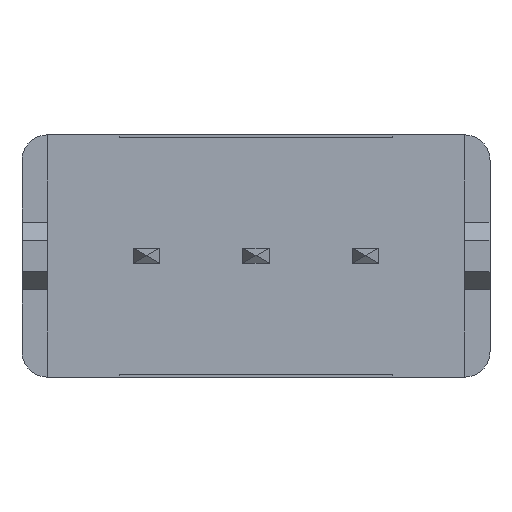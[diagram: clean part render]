
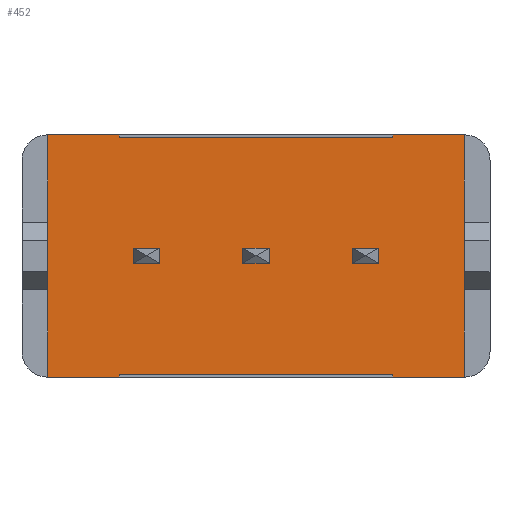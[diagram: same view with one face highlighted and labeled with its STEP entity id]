
A CAD part, front view. The second image highlights one B-rep face of the part: STEP entity #452.
In plain terms, the highlighted planar face has unit normal (0, -1, 0).
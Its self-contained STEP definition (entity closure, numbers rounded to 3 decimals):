
#417 = VERTEX_POINT('',#418);
#418 = CARTESIAN_POINT('',(2.515,-3.429,-4.846));
#426 = EDGE_CURVE('',#427,#417,#429,.T.);
#427 = VERTEX_POINT('',#428);
#428 = CARTESIAN_POINT('',(-2.515,-3.429,-4.846));
#429 = LINE('',#430,#431);
#430 = CARTESIAN_POINT('',(-2.515,-3.429,-4.846));
#431 = VECTOR('',#432,1.);
#432 = DIRECTION('',(1.,0.,0.));
#452 = ADVANCED_FACE('',(#453),#542,.F.);
#453 = FACE_BOUND('',#454,.F.);
#454 = EDGE_LOOP('',(#455,#465,#473,#481,#489,#497,#505,#513,#519,#520,
    #528,#536));
#455 = ORIENTED_EDGE('',*,*,#456,.T.);
#456 = EDGE_CURVE('',#457,#459,#461,.T.);
#457 = VERTEX_POINT('',#458);
#458 = CARTESIAN_POINT('',(-3.835,-3.429,-0.437));
#459 = VERTEX_POINT('',#460);
#460 = CARTESIAN_POINT('',(-2.515,-3.429,-0.437));
#461 = LINE('',#462,#463);
#462 = CARTESIAN_POINT('',(-4.305,-3.429,-0.437));
#463 = VECTOR('',#464,1.);
#464 = DIRECTION('',(1.,0.,0.));
#465 = ORIENTED_EDGE('',*,*,#466,.T.);
#466 = EDGE_CURVE('',#459,#467,#469,.T.);
#467 = VERTEX_POINT('',#468);
#468 = CARTESIAN_POINT('',(-2.515,-3.429,-0.488));
#469 = LINE('',#470,#471);
#470 = CARTESIAN_POINT('',(-2.515,-3.429,-0.488));
#471 = VECTOR('',#472,1.);
#472 = DIRECTION('',(0.,0.,-1.));
#473 = ORIENTED_EDGE('',*,*,#474,.T.);
#474 = EDGE_CURVE('',#467,#475,#477,.T.);
#475 = VERTEX_POINT('',#476);
#476 = CARTESIAN_POINT('',(2.515,-3.429,-0.488));
#477 = LINE('',#478,#479);
#478 = CARTESIAN_POINT('',(-2.515,-3.429,-0.488));
#479 = VECTOR('',#480,1.);
#480 = DIRECTION('',(1.,0.,0.));
#481 = ORIENTED_EDGE('',*,*,#482,.T.);
#482 = EDGE_CURVE('',#475,#483,#485,.T.);
#483 = VERTEX_POINT('',#484);
#484 = CARTESIAN_POINT('',(2.515,-3.429,-0.437));
#485 = LINE('',#486,#487);
#486 = CARTESIAN_POINT('',(2.515,-3.429,-0.488));
#487 = VECTOR('',#488,1.);
#488 = DIRECTION('',(0.,0.,1.));
#489 = ORIENTED_EDGE('',*,*,#490,.T.);
#490 = EDGE_CURVE('',#483,#491,#493,.T.);
#491 = VERTEX_POINT('',#492);
#492 = CARTESIAN_POINT('',(3.835,-3.429,-0.437));
#493 = LINE('',#494,#495);
#494 = CARTESIAN_POINT('',(-4.305,-3.429,-0.437));
#495 = VECTOR('',#496,1.);
#496 = DIRECTION('',(1.,0.,0.));
#497 = ORIENTED_EDGE('',*,*,#498,.T.);
#498 = EDGE_CURVE('',#491,#499,#501,.T.);
#499 = VERTEX_POINT('',#500);
#500 = CARTESIAN_POINT('',(3.835,-3.429,-4.897));
#501 = LINE('',#502,#503);
#502 = CARTESIAN_POINT('',(3.835,-3.429,-0.437));
#503 = VECTOR('',#504,1.);
#504 = DIRECTION('',(0.,0.,-1.));
#505 = ORIENTED_EDGE('',*,*,#506,.T.);
#506 = EDGE_CURVE('',#499,#507,#509,.T.);
#507 = VERTEX_POINT('',#508);
#508 = CARTESIAN_POINT('',(2.515,-3.429,-4.897));
#509 = LINE('',#510,#511);
#510 = CARTESIAN_POINT('',(-4.305,-3.429,-4.897));
#511 = VECTOR('',#512,1.);
#512 = DIRECTION('',(-1.,0.,0.));
#513 = ORIENTED_EDGE('',*,*,#514,.T.);
#514 = EDGE_CURVE('',#507,#417,#515,.T.);
#515 = LINE('',#516,#517);
#516 = CARTESIAN_POINT('',(2.515,-3.429,-4.846));
#517 = VECTOR('',#518,1.);
#518 = DIRECTION('',(0.,0.,1.));
#519 = ORIENTED_EDGE('',*,*,#426,.F.);
#520 = ORIENTED_EDGE('',*,*,#521,.T.);
#521 = EDGE_CURVE('',#427,#522,#524,.T.);
#522 = VERTEX_POINT('',#523);
#523 = CARTESIAN_POINT('',(-2.515,-3.429,-4.897));
#524 = LINE('',#525,#526);
#525 = CARTESIAN_POINT('',(-2.515,-3.429,-4.846));
#526 = VECTOR('',#527,1.);
#527 = DIRECTION('',(0.,0.,-1.));
#528 = ORIENTED_EDGE('',*,*,#529,.T.);
#529 = EDGE_CURVE('',#522,#530,#532,.T.);
#530 = VERTEX_POINT('',#531);
#531 = CARTESIAN_POINT('',(-3.835,-3.429,-4.897));
#532 = LINE('',#533,#534);
#533 = CARTESIAN_POINT('',(-4.305,-3.429,-4.897));
#534 = VECTOR('',#535,1.);
#535 = DIRECTION('',(-1.,0.,0.));
#536 = ORIENTED_EDGE('',*,*,#537,.T.);
#537 = EDGE_CURVE('',#530,#457,#538,.T.);
#538 = LINE('',#539,#540);
#539 = CARTESIAN_POINT('',(-3.835,-3.429,-0.437));
#540 = VECTOR('',#541,1.);
#541 = DIRECTION('',(0.,0.,1.));
#542 = PLANE('',#543);
#543 = AXIS2_PLACEMENT_3D('',#544,#545,#546);
#544 = CARTESIAN_POINT('',(0.,-3.429,-2.667));
#545 = DIRECTION('',(0.,1.,0.));
#546 = DIRECTION('',(0.,0.,1.));
